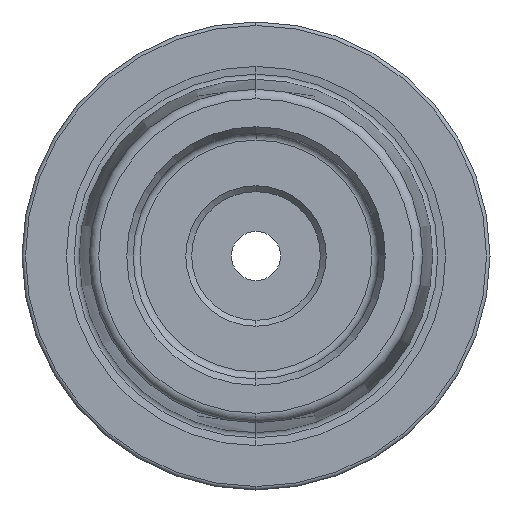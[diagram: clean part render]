
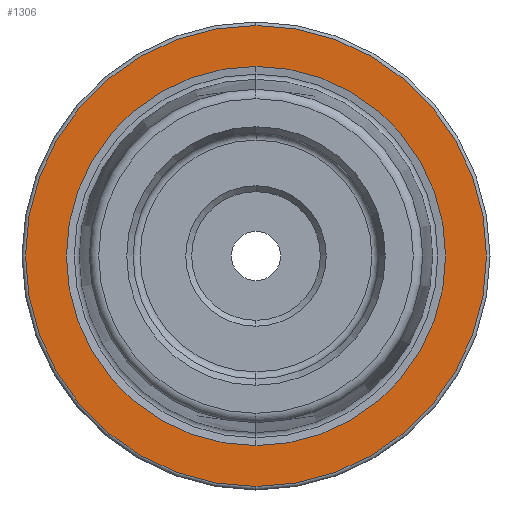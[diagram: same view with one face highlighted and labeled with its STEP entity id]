
A CAD part, left-side view. The second image highlights one B-rep face of the part: STEP entity #1306.
In plain terms, the highlighted planar face has unit normal (-1, 0, 0).
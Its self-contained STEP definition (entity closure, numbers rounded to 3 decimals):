
#77 = CIRCLE ( 'NONE', #3112, 19.7 ) ;
#323 = CIRCLE ( 'NONE', #874, 16.207 ) ;
#677 = AXIS2_PLACEMENT_3D ( 'NONE', #1724, #1650, #1662 ) ;
#688 = AXIS2_PLACEMENT_3D ( 'NONE', #1742, #1729, #1741 ) ;
#758 = AXIS2_PLACEMENT_3D ( 'NONE', #2504, #2486, #2488 ) ;
#874 = AXIS2_PLACEMENT_3D ( 'NONE', #3645, #3646, #3647 ) ;
#1007 = VERTEX_POINT ( 'NONE', #1887 ) ;
#1070 = EDGE_LOOP ( 'NONE', ( #2200, #2235 ) ) ;
#1072 = VERTEX_POINT ( 'NONE', #1867 ) ;
#1229 = EDGE_CURVE ( 'NONE', #1234, #1274, #1463, .T. ) ;
#1234 = VERTEX_POINT ( 'NONE', #1631 ) ;
#1264 = EDGE_CURVE ( 'NONE', #1007, #1072, #1359, .T. ) ;
#1274 = VERTEX_POINT ( 'NONE', #1686 ) ;
#1275 = EDGE_LOOP ( 'NONE', ( #2105, #2154 ) ) ;
#1306 = ADVANCED_FACE ( 'NONE', ( #1583, #1590 ), #2527, .F. ) ;
#1359 = CIRCLE ( 'NONE', #688, 16.207 ) ;
#1463 = CIRCLE ( 'NONE', #677, 19.7 ) ;
#1583 = FACE_BOUND ( 'NONE', #1070, .T. ) ;
#1590 = FACE_OUTER_BOUND ( 'NONE', #1275, .T. ) ;
#1615 = EDGE_CURVE ( 'NONE', #1072, #1007, #323, .T. ) ;
#1631 = CARTESIAN_POINT ( 'NONE',  ( 0., 0., -19.7 ) ) ;
#1650 = DIRECTION ( 'NONE',  ( -1., 0., 0. ) ) ;
#1662 = DIRECTION ( 'NONE',  ( 0., 0., 1. ) ) ;
#1686 = CARTESIAN_POINT ( 'NONE',  ( 0., 0., 19.7 ) ) ;
#1724 = CARTESIAN_POINT ( 'NONE',  ( 0., 0., 0. ) ) ;
#1729 = DIRECTION ( 'NONE',  ( -1., 0., 0. ) ) ;
#1741 = DIRECTION ( 'NONE',  ( 0., 0., 1. ) ) ;
#1742 = CARTESIAN_POINT ( 'NONE',  ( 0., 0., 0. ) ) ;
#1867 = CARTESIAN_POINT ( 'NONE',  ( 0., 0., 16.207 ) ) ;
#1887 = CARTESIAN_POINT ( 'NONE',  ( 0., 0., -16.207 ) ) ;
#2105 = ORIENTED_EDGE ( 'NONE', *, *, #2443, .T. ) ;
#2154 = ORIENTED_EDGE ( 'NONE', *, *, #1229, .T. ) ;
#2200 = ORIENTED_EDGE ( 'NONE', *, *, #1615, .F. ) ;
#2235 = ORIENTED_EDGE ( 'NONE', *, *, #1264, .F. ) ;
#2443 = EDGE_CURVE ( 'NONE', #1274, #1234, #77, .T. ) ;
#2486 = DIRECTION ( 'NONE',  ( 1., 0., 0. ) ) ;
#2488 = DIRECTION ( 'NONE',  ( 0., 0., -1. ) ) ;
#2504 = CARTESIAN_POINT ( 'NONE',  ( 0., 19.7, 0. ) ) ;
#2527 = PLANE ( 'NONE',  #758 ) ;
#2629 = CARTESIAN_POINT ( 'NONE',  ( 0., 0., 0. ) ) ;
#2630 = DIRECTION ( 'NONE',  ( -1., 0., 0. ) ) ;
#2631 = DIRECTION ( 'NONE',  ( 0., 0., 1. ) ) ;
#3112 = AXIS2_PLACEMENT_3D ( 'NONE', #2629, #2630, #2631 ) ;
#3645 = CARTESIAN_POINT ( 'NONE',  ( 0., 0., 0. ) ) ;
#3646 = DIRECTION ( 'NONE',  ( -1., 0., 0. ) ) ;
#3647 = DIRECTION ( 'NONE',  ( 0., 0., 1. ) ) ;
